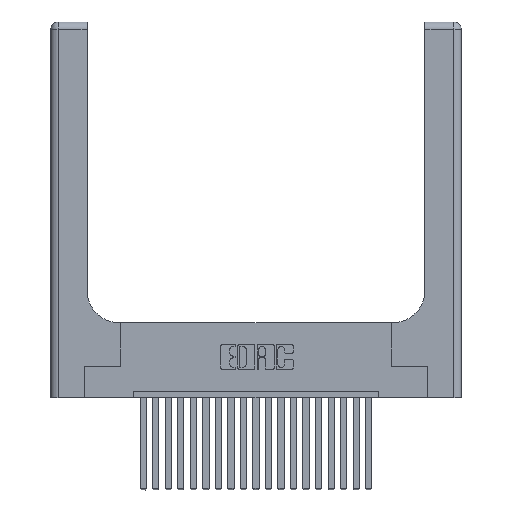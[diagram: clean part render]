
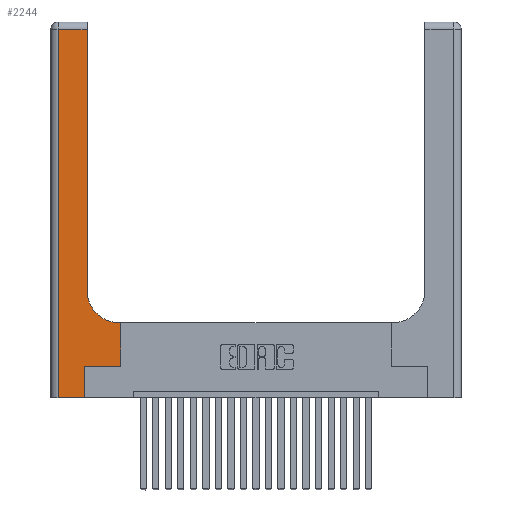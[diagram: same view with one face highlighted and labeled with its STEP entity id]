
A CAD part, top view. The second image highlights one B-rep face of the part: STEP entity #2244.
In plain terms, the highlighted planar face has unit normal (0, 0, 1).
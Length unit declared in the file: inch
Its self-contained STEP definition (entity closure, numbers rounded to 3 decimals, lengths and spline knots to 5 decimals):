
#17 = DIRECTION ( 'NONE',  ( 0., -1., 0. ) ) ;
#437 = ORIENTED_EDGE ( 'NONE', *, *, #17792, .T. ) ;
#620 = VECTOR ( 'NONE', #7418, 39.37008 ) ;
#640 = EDGE_CURVE ( 'NONE', #18373, #20127, #9014, .T. ) ;
#821 = DIRECTION ( 'NONE',  ( 0., 0., -1. ) ) ;
#2244 = ADVANCED_FACE ( 'NONE', ( #9196 ), #17915, .F. ) ;
#2329 = ORIENTED_EDGE ( 'NONE', *, *, #4492, .T. ) ;
#2508 = CARTESIAN_POINT ( 'NONE',  ( 0.06, 0., 0.37 ) ) ;
#2970 = CARTESIAN_POINT ( 'NONE',  ( 0.2915, 2.94, 0.37 ) ) ;
#3455 = EDGE_LOOP ( 'NONE', ( #10851, #12069, #21545, #19971, #437, #2329, #6955, #12136, #19844 ) ) ;
#3460 = DIRECTION ( 'NONE',  ( -1., 0., 0. ) ) ;
#4133 = LINE ( 'NONE', #13557, #4669 ) ;
#4303 = VECTOR ( 'NONE', #4482, 39.37008 ) ;
#4317 = EDGE_CURVE ( 'NONE', #5072, #10157, #4469, .T. ) ;
#4407 = CARTESIAN_POINT ( 'NONE',  ( 0.5585, 0.25, 0.37 ) ) ;
#4469 = LINE ( 'NONE', #16976, #5000 ) ;
#4482 = DIRECTION ( 'NONE',  ( 0., 1., 0. ) ) ;
#4492 = EDGE_CURVE ( 'NONE', #16375, #4869, #18252, .T. ) ;
#4580 = DIRECTION ( 'NONE',  ( -1., 0., 0. ) ) ;
#4669 = VECTOR ( 'NONE', #17, 39.37008 ) ;
#4869 = VERTEX_POINT ( 'NONE', #18046 ) ;
#5000 = VECTOR ( 'NONE', #3460, 39.37008 ) ;
#5072 = VERTEX_POINT ( 'NONE', #2970 ) ;
#5306 = CIRCLE ( 'NONE', #12954, 0.25 ) ;
#5704 = CARTESIAN_POINT ( 'NONE',  ( 0.5585, 0.6, 0.37 ) ) ;
#6955 = ORIENTED_EDGE ( 'NONE', *, *, #11379, .T. ) ;
#7019 = CARTESIAN_POINT ( 'NONE',  ( 0.06, 2.94, 0.37 ) ) ;
#7418 = DIRECTION ( 'NONE',  ( 0., 1., 0. ) ) ;
#7730 = CARTESIAN_POINT ( 'NONE',  ( 0.2915, 0.6, 0.37 ) ) ;
#7853 = AXIS2_PLACEMENT_3D ( 'NONE', #21316, #14297, #16085 ) ;
#8080 = CARTESIAN_POINT ( 'NONE',  ( 0.2915, 0.85, 0.37 ) ) ;
#8304 = VECTOR ( 'NONE', #13070, 39.37008 ) ;
#8414 = VECTOR ( 'NONE', #18640, 39.37008 ) ;
#9014 = LINE ( 'NONE', #7730, #12265 ) ;
#9196 = FACE_OUTER_BOUND ( 'NONE', #3455, .T. ) ;
#9738 = LINE ( 'NONE', #4407, #4303 ) ;
#10068 = VERTEX_POINT ( 'NONE', #12701 ) ;
#10157 = VERTEX_POINT ( 'NONE', #7019 ) ;
#10268 = LINE ( 'NONE', #18494, #8414 ) ;
#10575 = DIRECTION ( 'NONE',  ( 1., 0., 0. ) ) ;
#10851 = ORIENTED_EDGE ( 'NONE', *, *, #11855, .T. ) ;
#11379 = EDGE_CURVE ( 'NONE', #4869, #18373, #9738, .T. ) ;
#11855 = EDGE_CURVE ( 'NONE', #15035, #5072, #10268, .T. ) ;
#12069 = ORIENTED_EDGE ( 'NONE', *, *, #4317, .T. ) ;
#12136 = ORIENTED_EDGE ( 'NONE', *, *, #640, .T. ) ;
#12265 = VECTOR ( 'NONE', #4580, 39.37008 ) ;
#12675 = VECTOR ( 'NONE', #10575, 39.37008 ) ;
#12701 = CARTESIAN_POINT ( 'NONE',  ( 0.269, 0., 0.37 ) ) ;
#12711 = DIRECTION ( 'NONE',  ( 1., 0., 0. ) ) ;
#12954 = AXIS2_PLACEMENT_3D ( 'NONE', #17851, #821, #12711 ) ;
#13070 = DIRECTION ( 'NONE',  ( 1., 0., 0. ) ) ;
#13557 = CARTESIAN_POINT ( 'NONE',  ( 0.06, 3., 0.37 ) ) ;
#13752 = VERTEX_POINT ( 'NONE', #2508 ) ;
#14179 = CARTESIAN_POINT ( 'NONE',  ( 0., 0., 0.37 ) ) ;
#14269 = CARTESIAN_POINT ( 'NONE',  ( 0.269, 0., 0.37 ) ) ;
#14297 = DIRECTION ( 'NONE',  ( 0., 0., -1. ) ) ;
#14588 = EDGE_CURVE ( 'NONE', #13752, #10068, #16445, .T. ) ;
#15035 = VERTEX_POINT ( 'NONE', #8080 ) ;
#15261 = LINE ( 'NONE', #14269, #620 ) ;
#15440 = CARTESIAN_POINT ( 'NONE',  ( 0.269, 0.25, 0.37 ) ) ;
#15993 = CARTESIAN_POINT ( 'NONE',  ( 0.5415, 0.6, 0.37 ) ) ;
#16085 = DIRECTION ( 'NONE',  ( -1., 0., 0. ) ) ;
#16375 = VERTEX_POINT ( 'NONE', #15440 ) ;
#16445 = LINE ( 'NONE', #14179, #12675 ) ;
#16785 = EDGE_CURVE ( 'NONE', #20127, #15035, #5306, .T. ) ;
#16976 = CARTESIAN_POINT ( 'NONE',  ( 0., 2.94, 0.37 ) ) ;
#17792 = EDGE_CURVE ( 'NONE', #10068, #16375, #15261, .T. ) ;
#17851 = CARTESIAN_POINT ( 'NONE',  ( 0.5415, 0.85, 0.37 ) ) ;
#17915 = PLANE ( 'NONE',  #7853 ) ;
#18046 = CARTESIAN_POINT ( 'NONE',  ( 0.5585, 0.25, 0.37 ) ) ;
#18215 = CARTESIAN_POINT ( 'NONE',  ( 0.269, 0.25, 0.37 ) ) ;
#18252 = LINE ( 'NONE', #18215, #8304 ) ;
#18373 = VERTEX_POINT ( 'NONE', #5704 ) ;
#18494 = CARTESIAN_POINT ( 'NONE',  ( 0.2915, 3., 0.37 ) ) ;
#18640 = DIRECTION ( 'NONE',  ( 0., 1., 0. ) ) ;
#19844 = ORIENTED_EDGE ( 'NONE', *, *, #16785, .T. ) ;
#19971 = ORIENTED_EDGE ( 'NONE', *, *, #14588, .T. ) ;
#20127 = VERTEX_POINT ( 'NONE', #15993 ) ;
#21316 = CARTESIAN_POINT ( 'NONE',  ( 0., 3., 0.37 ) ) ;
#21545 = ORIENTED_EDGE ( 'NONE', *, *, #21840, .T. ) ;
#21840 = EDGE_CURVE ( 'NONE', #10157, #13752, #4133, .T. ) ;
